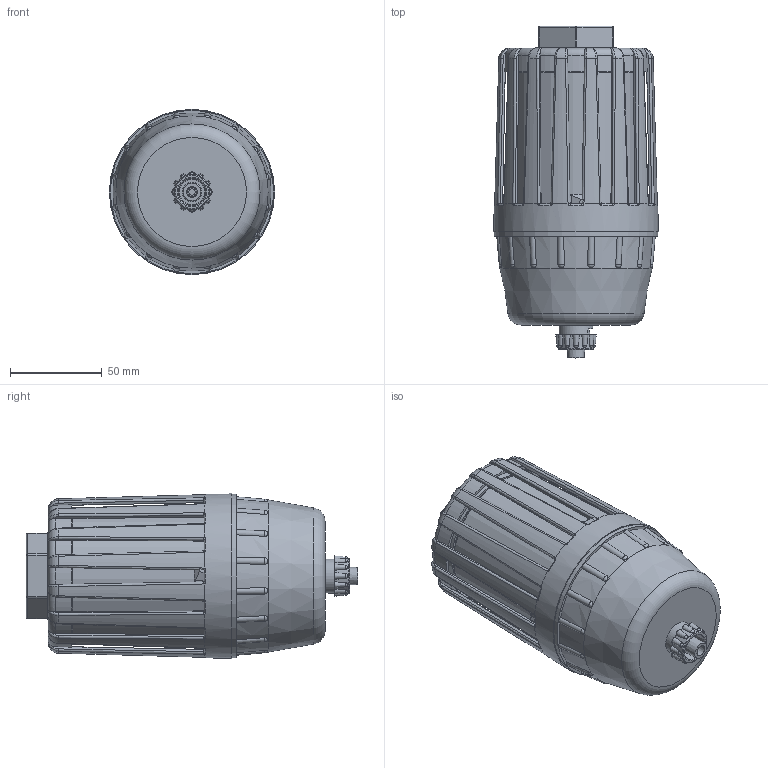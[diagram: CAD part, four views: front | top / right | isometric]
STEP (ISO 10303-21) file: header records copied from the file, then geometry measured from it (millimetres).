
FILE_DESCRIPTION(/* description */ (''),/* implementation_level */ '2;1');
FILE_NAME(/* name */ 'sdf_38.stp',/* time_stamp */ '2018-08-06T13:44:55+02:00',/* author */ ('leitheußer'),/* organization */ (''),/* preprocessor_version */ 'ST-DEVELOPER v15.6',/* originating_system */ 'Autodesk Inventor LT ',/* authorisation */ '');
FILE_SCHEMA (('AUTOMOTIVE_DESIGN { 1 0 10303 214 3 1 1 }'));
Length unit declared in the file: millimetre
Products named in the file (1): 030FS75
Bounding box: 90 x 180.9 x 90 mm (x, y, z)
Volume: 206951.3 mm3; surface area: 177242.6 mm2
Topology: 6 solids, 6 shells, 719 faces, 1933 edges, 1206 vertices
Faces by surface type: cylinder 181, plane 168, bspline 138, cone 110, torus 84, sphere 38
Full cylindrical faces by diameter (mm): 3.4 x1, 5 x3, 6 x12, 7.5 x4, 9 x1, 18.5 x1, 24 x1, 27 x1, 30.1 x1, 30.5 x1, 34 x1, 34.8 x2, 36 x1, 37.2 x2, 64.5 x1, 67.6 x2, 67.7 x1, 70 x3, 70.5 x1, 76 x1, 89 x1
Entity records: 31822 total; most frequent: CARTESIAN_POINT 15802, ORIENTED_EDGE 3570, DIRECTION 3115, EDGE_CURVE 1785, AXIS2_PLACEMENT_3D 1399, VERTEX_POINT 1157, EDGE_LOOP 830, CIRCLE 715
